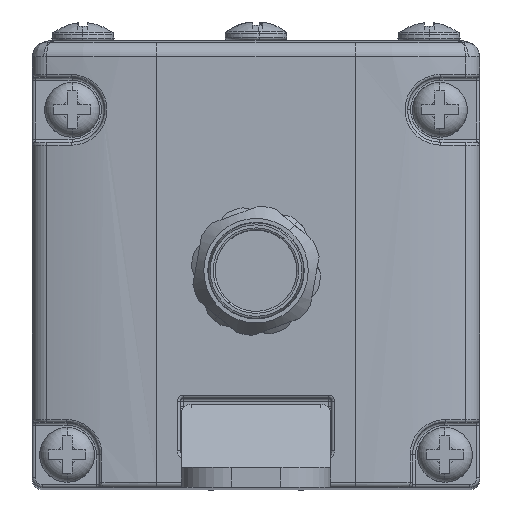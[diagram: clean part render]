
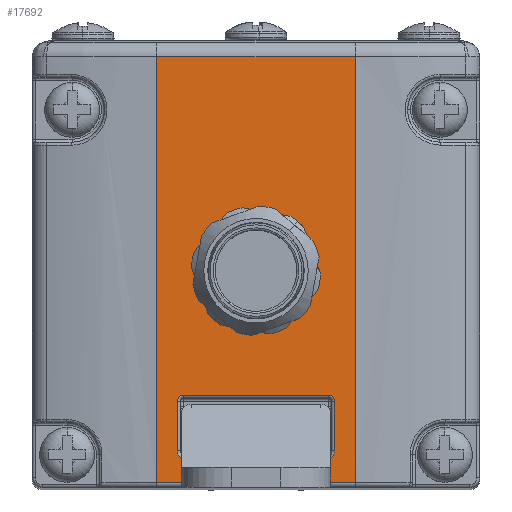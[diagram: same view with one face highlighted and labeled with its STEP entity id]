
A CAD part, top view. The second image highlights one B-rep face of the part: STEP entity #17692.
In plain terms, the highlighted planar face has unit normal (0, 0, 1).
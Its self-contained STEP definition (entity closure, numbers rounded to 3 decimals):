
#33 = ORIENTED_EDGE ( 'NONE', *, *, #218, .T. ) ;
#157 = ORIENTED_EDGE ( 'NONE', *, *, #7366, .T. ) ;
#218 = EDGE_CURVE ( 'NONE', #21739, #10104, #247, .T. ) ;
#247 = LINE ( 'NONE', #8031, #2883 ) ;
#469 = DIRECTION ( 'NONE',  ( 1., 0., 0. ) ) ;
#1309 = CARTESIAN_POINT ( 'NONE',  ( 10., 20.849, 7. ) ) ;
#1889 = CARTESIAN_POINT ( 'NONE',  ( -10., 22.5, 7. ) ) ;
#2067 = ORIENTED_EDGE ( 'NONE', *, *, #18921, .T. ) ;
#2688 = CARTESIAN_POINT ( 'NONE',  ( 0., -0.7, 7. ) ) ;
#2721 = DIRECTION ( 'NONE',  ( 0., 0., -1. ) ) ;
#2883 = VECTOR ( 'NONE', #5666, 1000. ) ;
#3026 = CIRCLE ( 'NONE', #14282, 0.6 ) ;
#3041 = EDGE_CURVE ( 'NONE', #18692, #25482, #16174, .T. ) ;
#3157 = DIRECTION ( 'NONE',  ( 1., 0., 0. ) ) ;
#3408 = ORIENTED_EDGE ( 'NONE', *, *, #7920, .F. ) ;
#3526 = VECTOR ( 'NONE', #15661, 1000. ) ;
#3589 = EDGE_CURVE ( 'NONE', #5494, #15840, #17003, .T. ) ;
#3785 = CARTESIAN_POINT ( 'NONE',  ( -10., 20.849, 7. ) ) ;
#3885 = VERTEX_POINT ( 'NONE', #13159 ) ;
#4238 = CARTESIAN_POINT ( 'NONE',  ( -7.9, -18.776, 7. ) ) ;
#4767 = CARTESIAN_POINT ( 'NONE',  ( -7.3, -19.624, 7. ) ) ;
#4889 = DIRECTION ( 'NONE',  ( -1., 0., 0. ) ) ;
#5252 = DIRECTION ( 'NONE',  ( 0., -1., 0. ) ) ;
#5494 = VERTEX_POINT ( 'NONE', #1309 ) ;
#5662 = CARTESIAN_POINT ( 'NONE',  ( 7.3, -13.2, 7. ) ) ;
#5666 = DIRECTION ( 'NONE',  ( 0., 1., 0. ) ) ;
#5744 = DIRECTION ( 'NONE',  ( 0., 0., -1. ) ) ;
#5797 = ORIENTED_EDGE ( 'NONE', *, *, #25939, .T. ) ;
#5846 = CARTESIAN_POINT ( 'NONE',  ( 0., 0., 7. ) ) ;
#5936 = CARTESIAN_POINT ( 'NONE',  ( 10., -22., 7. ) ) ;
#5995 = EDGE_CURVE ( 'NONE', #8373, #21739, #15405, .T. ) ;
#6127 = AXIS2_PLACEMENT_3D ( 'NONE', #2688, #24822, #3157 ) ;
#6135 = CARTESIAN_POINT ( 'NONE',  ( -7.9, -13.8, 7. ) ) ;
#6737 = EDGE_CURVE ( 'NONE', #25482, #8373, #16275, .T. ) ;
#7366 = EDGE_CURVE ( 'NONE', #15840, #26660, #23710, .T. ) ;
#7498 = VERTEX_POINT ( 'NONE', #23052 ) ;
#7686 = VECTOR ( 'NONE', #5252, 1000. ) ;
#7920 = EDGE_CURVE ( 'NONE', #5494, #22620, #11817, .T. ) ;
#8031 = CARTESIAN_POINT ( 'NONE',  ( -7.9, -13.8, 7. ) ) ;
#8373 = VERTEX_POINT ( 'NONE', #4767 ) ;
#9222 = CARTESIAN_POINT ( 'NONE',  ( 7.3, -19.624, 7. ) ) ;
#10020 = CARTESIAN_POINT ( 'NONE',  ( 10., -22., 7. ) ) ;
#10104 = VERTEX_POINT ( 'NONE', #6135 ) ;
#10166 = DIRECTION ( 'NONE',  ( 0., 0., -1. ) ) ;
#10317 = FACE_BOUND ( 'NONE', #30390, .T. ) ;
#11298 = CIRCLE ( 'NONE', #20401, 5.3 ) ;
#11564 = CARTESIAN_POINT ( 'NONE',  ( -7.9, -19.273, 7. ) ) ;
#11764 = ORIENTED_EDGE ( 'NONE', *, *, #15745, .T. ) ;
#11817 = LINE ( 'NONE', #13732, #20519 ) ;
#12468 = ORIENTED_EDGE ( 'NONE', *, *, #6737, .T. ) ;
#12519 = CARTESIAN_POINT ( 'NONE',  ( -7.9, -18.776, 7. ) ) ;
#12950 = CARTESIAN_POINT ( 'NONE',  ( 7.651, -19.624, 7. ) ) ;
#13018 = PLANE ( 'NONE',  #18311 ) ;
#13065 = DIRECTION ( 'NONE',  ( 1., 0., 0. ) ) ;
#13159 = CARTESIAN_POINT ( 'NONE',  ( -7.3, -13.2, 7. ) ) ;
#13412 = VERTEX_POINT ( 'NONE', #14040 ) ;
#13732 = CARTESIAN_POINT ( 'NONE',  ( 10., 22.5, 7. ) ) ;
#13765 = EDGE_LOOP ( 'NONE', ( #157, #27961, #3408, #25994 ) ) ;
#13772 = CARTESIAN_POINT ( 'NONE',  ( 7.3, -13.2, 7. ) ) ;
#13905 = DIRECTION ( 'NONE',  ( 0., -1., 0. ) ) ;
#14040 = CARTESIAN_POINT ( 'NONE',  ( -5.3, -0.7, 7. ) ) ;
#14180 = CARTESIAN_POINT ( 'NONE',  ( 7.9, -18.776, 7. ) ) ;
#14282 = AXIS2_PLACEMENT_3D ( 'NONE', #27571, #5744, #13065 ) ;
#14982 = VECTOR ( 'NONE', #25986, 1000. ) ;
#15053 = VERTEX_POINT ( 'NONE', #29869 ) ;
#15382 = EDGE_CURVE ( 'NONE', #19198, #15053, #3026, .T. ) ;
#15405 =( BOUNDED_CURVE ( )  B_SPLINE_CURVE ( 3, ( #23509, #26211, #11564, #4238 ),
 .UNSPECIFIED., .F., .F. ) 
 B_SPLINE_CURVE_WITH_KNOTS ( ( 4, 4 ),
 ( 0., 1.571 ),
 .UNSPECIFIED. ) 
 CURVE ( )  GEOMETRIC_REPRESENTATION_ITEM ( )  RATIONAL_B_SPLINE_CURVE ( ( 1., 0.805, 0.805, 1. ) ) 
 REPRESENTATION_ITEM ( '' )  );
#15573 = FACE_BOUND ( 'NONE', #25568, .T. ) ;
#15660 = CARTESIAN_POINT ( 'NONE',  ( 7.3, -19.624, 7. ) ) ;
#15661 = DIRECTION ( 'NONE',  ( 1., 0., 0. ) ) ;
#15680 = DIRECTION ( 'NONE',  ( 1., 0., 0. ) ) ;
#15745 = EDGE_CURVE ( 'NONE', #7498, #13412, #26994, .T. ) ;
#15838 = CIRCLE ( 'NONE', #29073, 0.6 ) ;
#15840 = VERTEX_POINT ( 'NONE', #3785 ) ;
#16000 = LINE ( 'NONE', #13772, #22239 ) ;
#16174 =( BOUNDED_CURVE ( )  B_SPLINE_CURVE ( 3, ( #30654, #20257, #12950, #15660 ),
 .UNSPECIFIED., .F., .F. ) 
 B_SPLINE_CURVE_WITH_KNOTS ( ( 4, 4 ),
 ( 1.571, 3.142 ),
 .UNSPECIFIED. ) 
 CURVE ( )  GEOMETRIC_REPRESENTATION_ITEM ( )  RATIONAL_B_SPLINE_CURVE ( ( 1., 0.805, 0.805, 1. ) ) 
 REPRESENTATION_ITEM ( '' )  );
#16275 = LINE ( 'NONE', #18640, #14982 ) ;
#17003 = LINE ( 'NONE', #21615, #28038 ) ;
#17692 = ADVANCED_FACE ( 'NONE', ( #10317, #15573, #27684 ), #13018, .T. ) ;
#17938 = CARTESIAN_POINT ( 'NONE',  ( -10., -22., 7. ) ) ;
#18311 = AXIS2_PLACEMENT_3D ( 'NONE', #5846, #25275, #22718 ) ;
#18539 = EDGE_CURVE ( 'NONE', #10104, #3885, #15838, .T. ) ;
#18640 = CARTESIAN_POINT ( 'NONE',  ( -7.3, -19.624, 7. ) ) ;
#18692 = VERTEX_POINT ( 'NONE', #14180 ) ;
#18921 = EDGE_CURVE ( 'NONE', #13412, #7498, #11298, .T. ) ;
#19198 = VERTEX_POINT ( 'NONE', #5662 ) ;
#20257 = CARTESIAN_POINT ( 'NONE',  ( 7.9, -19.273, 7. ) ) ;
#20401 = AXIS2_PLACEMENT_3D ( 'NONE', #26605, #10166, #24515 ) ;
#20519 = VECTOR ( 'NONE', #13905, 1000. ) ;
#21039 = EDGE_CURVE ( 'NONE', #26660, #22620, #25061, .T. ) ;
#21615 = CARTESIAN_POINT ( 'NONE',  ( 0., 20.849, 7. ) ) ;
#21739 = VERTEX_POINT ( 'NONE', #12519 ) ;
#22239 = VECTOR ( 'NONE', #15680, 1000. ) ;
#22620 = VERTEX_POINT ( 'NONE', #10020 ) ;
#22634 = EDGE_CURVE ( 'NONE', #15053, #18692, #27084, .T. ) ;
#22718 = DIRECTION ( 'NONE',  ( 1., 0., 0. ) ) ;
#23052 = CARTESIAN_POINT ( 'NONE',  ( 5.3, -0.7, 7. ) ) ;
#23509 = CARTESIAN_POINT ( 'NONE',  ( -7.3, -19.624, 7. ) ) ;
#23571 = VECTOR ( 'NONE', #26264, 1000. ) ;
#23710 = LINE ( 'NONE', #1889, #23571 ) ;
#23892 = ORIENTED_EDGE ( 'NONE', *, *, #22634, .T. ) ;
#24055 = ORIENTED_EDGE ( 'NONE', *, *, #5995, .T. ) ;
#24515 = DIRECTION ( 'NONE',  ( 1., 0., 0. ) ) ;
#24822 = DIRECTION ( 'NONE',  ( 0., 0., -1. ) ) ;
#25061 = LINE ( 'NONE', #5936, #3526 ) ;
#25275 = DIRECTION ( 'NONE',  ( 0., 0., 1. ) ) ;
#25482 = VERTEX_POINT ( 'NONE', #9222 ) ;
#25568 = EDGE_LOOP ( 'NONE', ( #11764, #2067 ) ) ;
#25939 = EDGE_CURVE ( 'NONE', #3885, #19198, #16000, .T. ) ;
#25986 = DIRECTION ( 'NONE',  ( -1., 0., 0. ) ) ;
#25994 = ORIENTED_EDGE ( 'NONE', *, *, #3589, .T. ) ;
#26211 = CARTESIAN_POINT ( 'NONE',  ( -7.651, -19.624, 7. ) ) ;
#26264 = DIRECTION ( 'NONE',  ( 0., -1., 0. ) ) ;
#26605 = CARTESIAN_POINT ( 'NONE',  ( 0., -0.7, 7. ) ) ;
#26660 = VERTEX_POINT ( 'NONE', #17938 ) ;
#26861 = ORIENTED_EDGE ( 'NONE', *, *, #15382, .T. ) ;
#26994 = CIRCLE ( 'NONE', #6127, 5.3 ) ;
#27084 = LINE ( 'NONE', #29758, #7686 ) ;
#27571 = CARTESIAN_POINT ( 'NONE',  ( 7.3, -13.8, 7. ) ) ;
#27684 = FACE_OUTER_BOUND ( 'NONE', #13765, .T. ) ;
#27961 = ORIENTED_EDGE ( 'NONE', *, *, #21039, .T. ) ;
#28038 = VECTOR ( 'NONE', #4889, 1000. ) ;
#28489 = ORIENTED_EDGE ( 'NONE', *, *, #18539, .T. ) ;
#28761 = ORIENTED_EDGE ( 'NONE', *, *, #3041, .T. ) ;
#29073 = AXIS2_PLACEMENT_3D ( 'NONE', #29186, #2721, #469 ) ;
#29186 = CARTESIAN_POINT ( 'NONE',  ( -7.3, -13.8, 7. ) ) ;
#29758 = CARTESIAN_POINT ( 'NONE',  ( 7.9, 0., 7. ) ) ;
#29869 = CARTESIAN_POINT ( 'NONE',  ( 7.9, -13.8, 7. ) ) ;
#30390 = EDGE_LOOP ( 'NONE', ( #33, #28489, #5797, #26861, #23892, #28761, #12468, #24055 ) ) ;
#30654 = CARTESIAN_POINT ( 'NONE',  ( 7.9, -18.776, 7. ) ) ;
